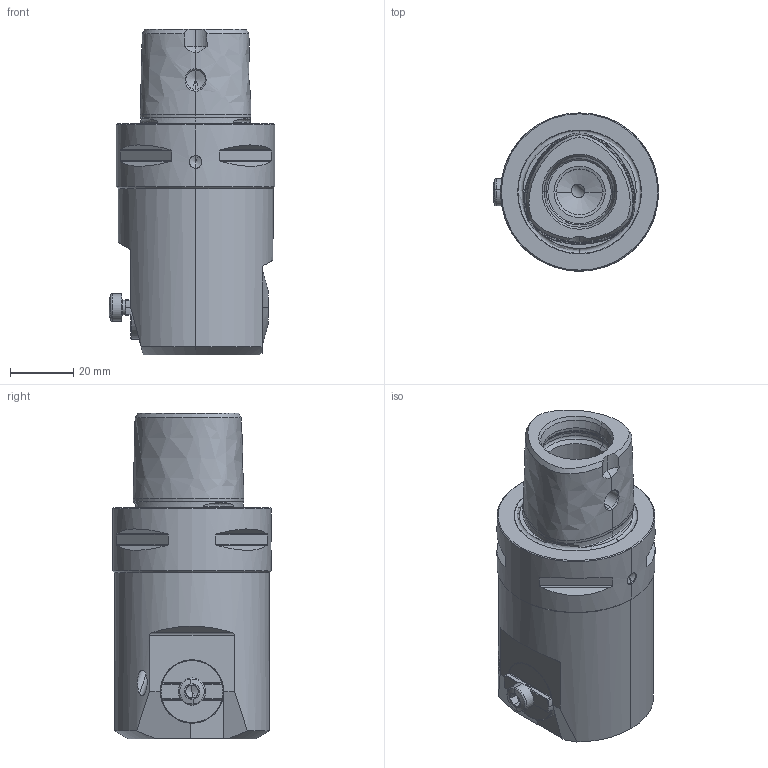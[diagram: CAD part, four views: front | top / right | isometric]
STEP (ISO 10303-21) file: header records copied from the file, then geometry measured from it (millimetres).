
FILE_DESCRIPTION(('no description'),'unknown implementation level');
FILE_NAME('C9D040A1-3118-4141-9290-7E84BAC697FF_export.stp',' ',('CIMSOURCE GmbH'),('CADClick - KiM GmbH - www.kimweb.de'),'unknown preprocess','ACIS','unknown authorization');
FILE_SCHEMA(('automotive_design'));
Length unit declared in the file: millimetre
Products named in the file (3): 470.501 Kaiser EWN 53-70(95) X C5|470.531 Kaiser Werkzeugk�rper EWN 53-70(95) x C5_Standard;NONE; 470.501 Kaiser EWN 53-70(95) X C5|690.139 Kaiser ETL M5_SW4 X 10_Standard;NONE; 470.501 Kaiser EWN 53-70(95) X C5|310.569 Kaiser Werkzeugtr�ger EWN 53-95_Standard;NONE
Bounding box: 52.25 x 50 x 103 mm (x, y, z)
Volume: 146533.7 mm3; surface area: 27006.6 mm2
Topology: 3 solids, 3 shells, 231 faces, 523 edges, 305 vertices
Faces by surface type: plane 86, cylinder 60, cone 57, torus 16, bspline 12
Entity records: 16244 total; most frequent: CARTESIAN_POINT 5242, STYLED_ITEM 1054, PRESENTATION_STYLE_ASSIGNMENT 1054, COLOUR_RGB 1054, DIRECTION 1031, ORIENTED_EDGE 1030, EDGE_CURVE 515, CURVE_STYLE 515
